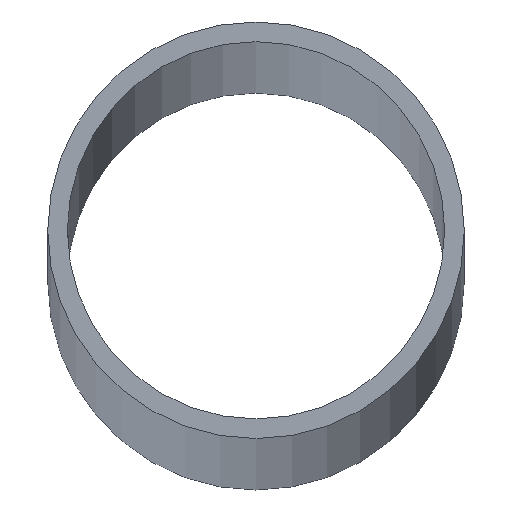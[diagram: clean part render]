
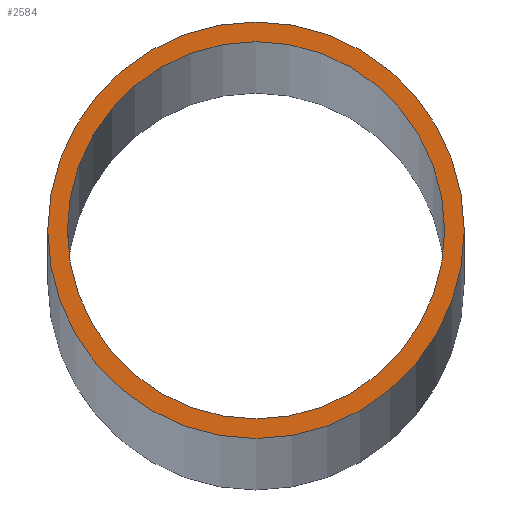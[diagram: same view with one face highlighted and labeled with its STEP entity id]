
A CAD part, top view. The second image highlights one B-rep face of the part: STEP entity #2584.
In plain terms, the highlighted planar face has unit normal (0, 0, 1).
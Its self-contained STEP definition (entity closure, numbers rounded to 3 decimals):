
#582 = CIRCLE ( 'NONE', #1348, 19.2 ) ;
#1149 = AXIS2_PLACEMENT_3D ( 'NONE', #6548, #4334, #2000 ) ;
#1348 = AXIS2_PLACEMENT_3D ( 'NONE', #4386, #6645, #12425 ) ;
#2000 = DIRECTION ( 'NONE',  ( 1., 0., 0. ) ) ;
#2400 = ORIENTED_EDGE ( 'NONE', *, *, #6668, .F. ) ;
#2584 = ADVANCED_FACE ( 'NONE', ( #5929, #6989 ), #9467, .T. ) ;
#2696 = CARTESIAN_POINT ( 'NONE',  ( 0., 0., 1500. ) ) ;
#2860 = ORIENTED_EDGE ( 'NONE', *, *, #6555, .T. ) ;
#4334 = DIRECTION ( 'NONE',  ( 0., 0., 1. ) ) ;
#4386 = CARTESIAN_POINT ( 'NONE',  ( 0., 0., 1500. ) ) ;
#4682 = CIRCLE ( 'NONE', #1149, 21.2 ) ;
#5288 = EDGE_LOOP ( 'NONE', ( #2400 ) ) ;
#5704 = VERTEX_POINT ( 'NONE', #10416 ) ;
#5929 = FACE_OUTER_BOUND ( 'NONE', #14373, .T. ) ;
#6548 = CARTESIAN_POINT ( 'NONE',  ( 0., 0., 1500. ) ) ;
#6555 = EDGE_CURVE ( 'NONE', #7849, #7849, #4682, .T. ) ;
#6645 = DIRECTION ( 'NONE',  ( 0., 0., 1. ) ) ;
#6668 = EDGE_CURVE ( 'NONE', #5704, #5704, #582, .T. ) ;
#6989 = FACE_BOUND ( 'NONE', #5288, .T. ) ;
#7849 = VERTEX_POINT ( 'NONE', #10551 ) ;
#8774 = DIRECTION ( 'NONE',  ( 1., 0., 0. ) ) ;
#9467 = PLANE ( 'NONE',  #9748 ) ;
#9748 = AXIS2_PLACEMENT_3D ( 'NONE', #2696, #14187, #8774 ) ;
#10416 = CARTESIAN_POINT ( 'NONE',  ( 19.2, 0., 1500. ) ) ;
#10551 = CARTESIAN_POINT ( 'NONE',  ( 21.2, 0., 1500. ) ) ;
#12425 = DIRECTION ( 'NONE',  ( 1., 0., 0. ) ) ;
#14187 = DIRECTION ( 'NONE',  ( 0., 0., 1. ) ) ;
#14373 = EDGE_LOOP ( 'NONE', ( #2860 ) ) ;
